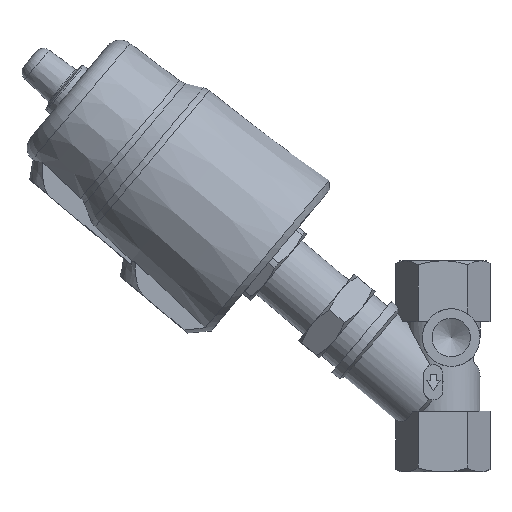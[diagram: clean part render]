
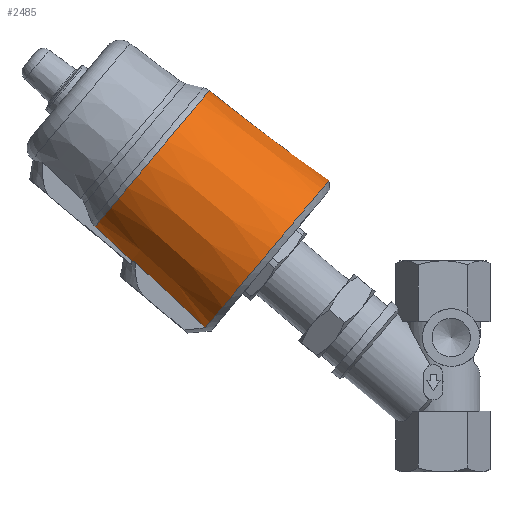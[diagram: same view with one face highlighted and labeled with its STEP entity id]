
A CAD part, left-side view. The second image highlights one B-rep face of the part: STEP entity #2485.
In plain terms, the highlighted conical face has half-angle 3 degrees and reference radius 28.445 mm.
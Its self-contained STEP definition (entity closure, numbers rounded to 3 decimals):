
#58=CONICAL_SURFACE('',#2751,28.445,0.052);
#368=B_SPLINE_CURVE_WITH_KNOTS('',3,(#4120,#4121,#4122,#4123,#4124,#4125,
#4126,#4127,#4128,#4129,#4130,#4131,#4132,#4133,#4134,#4135,#4136,#4137,
#4138,#4139,#4140,#4141,#4142,#4143,#4144,#4145,#4146,#4147,#4148,#4149,
#4150,#4151,#4152,#4153,#4154,#4155,#4156,#4157,#4158,#4159,#4160,#4161,
#4162),.UNSPECIFIED.,.F.,.F.,(4,1,1,1,1,1,1,1,1,1,1,1,1,1,1,1,1,1,1,1,1,
1,1,1,1,1,1,1,1,1,1,1,1,1,1,1,1,1,1,1,4),(0.107,0.112,
0.115,0.118,0.123,0.126,
0.129,0.131,0.134,0.137,
0.14,0.142,0.145,0.15,
0.153,0.156,0.161,0.164,
0.167,0.172,0.177,0.183,
0.188,0.194,0.199,0.205,
0.21,0.215,0.221,0.226,
0.232,0.237,0.243,0.248,
0.253,0.259,0.264,0.267,
0.27,0.275,0.28),.UNSPECIFIED.);
#382=B_SPLINE_CURVE_WITH_KNOTS('',3,(#4300,#4301,#4302,#4303),
 .UNSPECIFIED.,.F.,.F.,(4,4),(0.057,0.073),
 .UNSPECIFIED.);
#385=B_SPLINE_CURVE_WITH_KNOTS('',3,(#4317,#4318,#4319,#4320),
 .UNSPECIFIED.,.F.,.F.,(4,4),(0.057,0.073),
 .UNSPECIFIED.);
#387=B_SPLINE_CURVE_WITH_KNOTS('',3,(#4327,#4328,#4329,#4330),
 .UNSPECIFIED.,.F.,.F.,(4,4),(0.,0.002),
 .UNSPECIFIED.);
#390=B_SPLINE_CURVE_WITH_KNOTS('',3,(#4350,#4351,#4352,#4353),
 .UNSPECIFIED.,.F.,.F.,(4,4),(0.02,0.022),
 .UNSPECIFIED.);
#391=B_SPLINE_CURVE_WITH_KNOTS('',3,(#4360,#4361,#4362,#4363),
 .UNSPECIFIED.,.F.,.F.,(4,4),(0.001,0.031),
 .UNSPECIFIED.);
#392=B_SPLINE_CURVE_WITH_KNOTS('',3,(#4365,#4366,#4367,#4368),
 .UNSPECIFIED.,.F.,.F.,(4,4),(0.001,0.031),
 .UNSPECIFIED.);
#836=ORIENTED_EDGE('',*,*,#1480,.T.);
#837=ORIENTED_EDGE('',*,*,#1429,.T.);
#838=ORIENTED_EDGE('',*,*,#1481,.F.);
#839=ORIENTED_EDGE('',*,*,#1472,.T.);
#840=ORIENTED_EDGE('',*,*,#1470,.F.);
#841=ORIENTED_EDGE('',*,*,#1468,.T.);
#842=ORIENTED_EDGE('',*,*,#1466,.T.);
#843=ORIENTED_EDGE('',*,*,#1476,.T.);
#1429=EDGE_CURVE('',#1762,#1761,#368,.T.);
#1466=EDGE_CURVE('',#1791,#1790,#382,.T.);
#1468=EDGE_CURVE('',#1792,#1791,#1965,.T.);
#1470=EDGE_CURVE('',#1792,#1793,#385,.T.);
#1472=EDGE_CURVE('',#1794,#1793,#387,.T.);
#1476=EDGE_CURVE('',#1790,#1797,#390,.T.);
#1480=EDGE_CURVE('',#1797,#1762,#391,.T.);
#1481=EDGE_CURVE('',#1794,#1761,#392,.T.);
#1761=VERTEX_POINT('',#4119);
#1762=VERTEX_POINT('',#4163);
#1790=VERTEX_POINT('',#4299);
#1791=VERTEX_POINT('',#4304);
#1792=VERTEX_POINT('',#4311);
#1793=VERTEX_POINT('',#4321);
#1794=VERTEX_POINT('',#4331);
#1797=VERTEX_POINT('',#4349);
#1965=CIRCLE('',#2743,28.445);
#2078=EDGE_LOOP('',(#836,#837,#838,#839,#840,#841,#842,#843));
#2277=FACE_BOUND('',#2078,.T.);
#2485=ADVANCED_FACE('',(#2277),#58,.T.);
#2743=AXIS2_PLACEMENT_3D('',#4310,#3214,#3215);
#2751=AXIS2_PLACEMENT_3D('',#4369,#3232,#3233);
#3214=DIRECTION('',(0.643,-0.766,0.));
#3215=DIRECTION('',(0.766,0.643,0.));
#3232=DIRECTION('',(0.643,-0.766,0.));
#3233=DIRECTION('',(0.766,0.643,0.));
#4119=CARTESIAN_POINT('',(-45.064,74.317,10.));
#4120=CARTESIAN_POINT('',(-45.064,74.317,-10.));
#4121=CARTESIAN_POINT('',(-45.511,73.942,-11.705));
#4122=CARTESIAN_POINT('',(-46.349,73.238,-14.182));
#4123=CARTESIAN_POINT('',(-47.812,72.01,-17.301));
#4124=CARTESIAN_POINT('',(-49.455,70.632,-20.196));
#4125=CARTESIAN_POINT('',(-51.382,69.015,-22.802));
#4126=CARTESIAN_POINT('',(-53.574,67.175,-25.07));
#4127=CARTESIAN_POINT('',(-55.303,65.725,-26.554));
#4128=CARTESIAN_POINT('',(-57.123,64.197,-27.838));
#4129=CARTESIAN_POINT('',(-59.046,62.584,-28.92));
#4130=CARTESIAN_POINT('',(-61.031,60.918,-29.774));
#4131=CARTESIAN_POINT('',(-63.045,59.228,-30.391));
#4132=CARTESIAN_POINT('',(-65.094,57.509,-30.779));
#4133=CARTESIAN_POINT('',(-67.889,55.163,-30.982));
#4134=CARTESIAN_POINT('',(-70.651,52.845,-30.702));
#4135=CARTESIAN_POINT('',(-73.353,50.577,-29.959));
#4136=CARTESIAN_POINT('',(-76.035,48.327,-28.891));
#4137=CARTESIAN_POINT('',(-78.547,46.219,-27.392));
#4138=CARTESIAN_POINT('',(-80.893,44.25,-25.477));
#4139=CARTESIAN_POINT('',(-83.13,42.374,-23.268));
#4140=CARTESIAN_POINT('',(-85.577,40.32,-20.112));
#4141=CARTESIAN_POINT('',(-88.011,38.277,-15.623));
#4142=CARTESIAN_POINT('',(-89.773,36.799,-10.737));
#4143=CARTESIAN_POINT('',(-90.875,35.874,-5.442));
#4144=CARTESIAN_POINT('',(-91.241,35.567,0.007));
#4145=CARTESIAN_POINT('',(-90.876,35.874,5.433));
#4146=CARTESIAN_POINT('',(-89.774,36.798,10.733));
#4147=CARTESIAN_POINT('',(-88.013,38.276,15.619));
#4148=CARTESIAN_POINT('',(-85.58,40.318,20.108));
#4149=CARTESIAN_POINT('',(-82.64,42.785,23.901));
#4150=CARTESIAN_POINT('',(-79.17,45.696,27.024));
#4151=CARTESIAN_POINT('',(-75.411,48.851,29.263));
#4152=CARTESIAN_POINT('',(-71.329,52.276,30.637));
#4153=CARTESIAN_POINT('',(-67.208,55.734,31.05));
#4154=CARTESIAN_POINT('',(-63.016,59.252,30.507));
#4155=CARTESIAN_POINT('',(-59.035,62.593,29.042));
#4156=CARTESIAN_POINT('',(-55.244,65.774,26.649));
#4157=CARTESIAN_POINT('',(-52.455,68.114,24.015));
#4158=CARTESIAN_POINT('',(-50.417,69.824,21.499));
#4159=CARTESIAN_POINT('',(-48.587,71.36,18.798));
#4160=CARTESIAN_POINT('',(-46.646,72.989,15.048));
#4161=CARTESIAN_POINT('',(-45.51,73.942,11.704));
#4162=CARTESIAN_POINT('',(-45.064,74.317,10.));
#4163=CARTESIAN_POINT('',(-45.064,74.317,-10.));
#4299=CARTESIAN_POINT('',(-66.029,97.387,-8.5));
#4300=CARTESIAN_POINT('',(-76.675,108.747,-8.5));
#4301=CARTESIAN_POINT('',(-73.126,104.961,-8.5));
#4302=CARTESIAN_POINT('',(-69.577,101.174,-8.5));
#4303=CARTESIAN_POINT('',(-66.029,97.387,-8.5));
#4304=CARTESIAN_POINT('',(-76.675,108.747,-8.5));
#4310=CARTESIAN_POINT('',(-97.47,91.298,0.));
#4311=CARTESIAN_POINT('',(-76.675,108.747,8.5));
#4317=CARTESIAN_POINT('',(-76.675,108.747,8.5));
#4318=CARTESIAN_POINT('',(-73.126,104.961,8.5));
#4319=CARTESIAN_POINT('',(-69.577,101.174,8.5));
#4320=CARTESIAN_POINT('',(-66.029,97.387,8.5));
#4321=CARTESIAN_POINT('',(-66.029,97.387,8.5));
#4327=CARTESIAN_POINT('',(-65.692,96.299,10.));
#4328=CARTESIAN_POINT('',(-65.821,96.69,9.52));
#4329=CARTESIAN_POINT('',(-65.932,97.052,9.02));
#4330=CARTESIAN_POINT('',(-66.029,97.387,8.5));
#4331=CARTESIAN_POINT('',(-65.692,96.299,10.));
#4349=CARTESIAN_POINT('',(-65.692,96.299,-10.));
#4350=CARTESIAN_POINT('',(-66.029,97.387,-8.5));
#4351=CARTESIAN_POINT('',(-65.931,97.051,-9.022));
#4352=CARTESIAN_POINT('',(-65.82,96.688,-9.523));
#4353=CARTESIAN_POINT('',(-65.692,96.299,-10.));
#4360=CARTESIAN_POINT('',(-65.692,96.299,-10.));
#4361=CARTESIAN_POINT('',(-58.815,88.973,-10.));
#4362=CARTESIAN_POINT('',(-51.939,81.645,-10.));
#4363=CARTESIAN_POINT('',(-45.064,74.317,-10.));
#4365=CARTESIAN_POINT('',(-65.692,96.299,10.));
#4366=CARTESIAN_POINT('',(-58.815,88.973,10.));
#4367=CARTESIAN_POINT('',(-51.939,81.645,10.));
#4368=CARTESIAN_POINT('',(-45.064,74.317,10.));
#4369=CARTESIAN_POINT('',(-97.47,91.298,0.));
